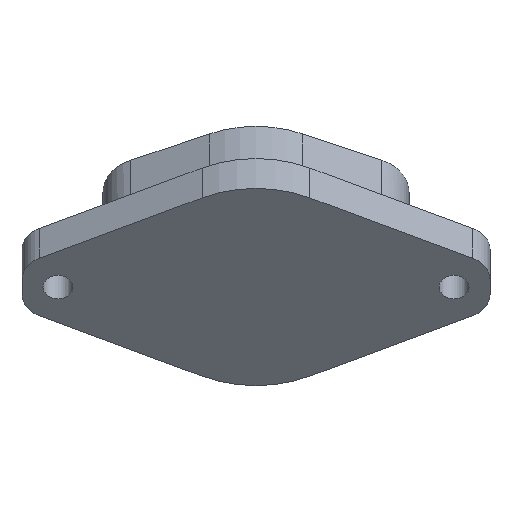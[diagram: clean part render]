
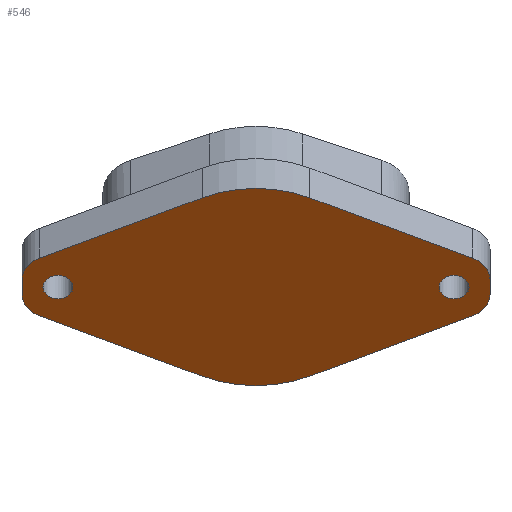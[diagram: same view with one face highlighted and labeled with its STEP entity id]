
A CAD part, front view. The second image highlights one B-rep face of the part: STEP entity #546.
In plain terms, the highlighted planar face has unit normal (0, -0.783, -0.623).
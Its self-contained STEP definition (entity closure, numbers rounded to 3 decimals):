
#51=FACE_BOUND('',#104,.T.);
#52=FACE_BOUND('',#105,.T.);
#68=FACE_OUTER_BOUND('',#103,.T.);
#103=EDGE_LOOP('',(#437,#438,#439,#440,#441,#442,#443,#444,#445,#446,#447,
#448));
#104=EDGE_LOOP('',(#449));
#105=EDGE_LOOP('',(#450));
#134=CIRCLE('',#579,1.25);
#135=CIRCLE('',#581,1.25);
#136=CIRCLE('',#583,2.5);
#137=CIRCLE('',#586,2.5);
#138=CIRCLE('',#589,10.5);
#139=CIRCLE('',#592,2.5);
#140=CIRCLE('',#595,2.5);
#141=CIRCLE('',#598,10.5);
#156=LINE('',#825,#198);
#159=LINE('',#833,#201);
#162=LINE('',#841,#204);
#165=LINE('',#849,#207);
#168=LINE('',#857,#210);
#171=LINE('',#864,#213);
#198=VECTOR('',#673,1000.);
#201=VECTOR('',#682,1000.);
#204=VECTOR('',#691,1000.);
#207=VECTOR('',#700,1000.);
#210=VECTOR('',#709,1000.);
#213=VECTOR('',#718,1000.);
#252=VERTEX_POINT('',#812);
#253=VERTEX_POINT('',#815);
#254=VERTEX_POINT('',#818);
#255=VERTEX_POINT('',#820);
#256=VERTEX_POINT('',#824);
#257=VERTEX_POINT('',#828);
#258=VERTEX_POINT('',#832);
#259=VERTEX_POINT('',#836);
#260=VERTEX_POINT('',#840);
#261=VERTEX_POINT('',#844);
#262=VERTEX_POINT('',#848);
#263=VERTEX_POINT('',#852);
#264=VERTEX_POINT('',#856);
#265=VERTEX_POINT('',#860);
#306=EDGE_CURVE('',#252,#252,#134,.T.);
#307=EDGE_CURVE('',#253,#253,#135,.T.);
#309=EDGE_CURVE('',#255,#254,#136,.T.);
#311=EDGE_CURVE('',#256,#255,#156,.T.);
#313=EDGE_CURVE('',#257,#256,#137,.T.);
#315=EDGE_CURVE('',#258,#257,#159,.T.);
#317=EDGE_CURVE('',#259,#258,#138,.T.);
#319=EDGE_CURVE('',#260,#259,#162,.T.);
#321=EDGE_CURVE('',#261,#260,#139,.T.);
#323=EDGE_CURVE('',#262,#261,#165,.T.);
#325=EDGE_CURVE('',#263,#262,#140,.T.);
#327=EDGE_CURVE('',#264,#263,#168,.T.);
#329=EDGE_CURVE('',#265,#264,#141,.T.);
#331=EDGE_CURVE('',#254,#265,#171,.T.);
#437=ORIENTED_EDGE('',*,*,#331,.T.);
#438=ORIENTED_EDGE('',*,*,#329,.T.);
#439=ORIENTED_EDGE('',*,*,#327,.T.);
#440=ORIENTED_EDGE('',*,*,#325,.T.);
#441=ORIENTED_EDGE('',*,*,#323,.T.);
#442=ORIENTED_EDGE('',*,*,#321,.T.);
#443=ORIENTED_EDGE('',*,*,#319,.T.);
#444=ORIENTED_EDGE('',*,*,#317,.T.);
#445=ORIENTED_EDGE('',*,*,#315,.T.);
#446=ORIENTED_EDGE('',*,*,#313,.T.);
#447=ORIENTED_EDGE('',*,*,#311,.T.);
#448=ORIENTED_EDGE('',*,*,#309,.T.);
#449=ORIENTED_EDGE('',*,*,#307,.T.);
#450=ORIENTED_EDGE('',*,*,#306,.T.);
#524=PLANE('',#600);
#546=ADVANCED_FACE('',(#68,#51,#52),#524,.T.);
#579=AXIS2_PLACEMENT_3D('',#813,#659,#660);
#581=AXIS2_PLACEMENT_3D('',#816,#663,#664);
#583=AXIS2_PLACEMENT_3D('',#821,#668,#669);
#586=AXIS2_PLACEMENT_3D('',#829,#677,#678);
#589=AXIS2_PLACEMENT_3D('',#837,#686,#687);
#592=AXIS2_PLACEMENT_3D('',#845,#695,#696);
#595=AXIS2_PLACEMENT_3D('',#853,#704,#705);
#598=AXIS2_PLACEMENT_3D('',#861,#713,#714);
#600=AXIS2_PLACEMENT_3D('',#865,#719,#720);
#659=DIRECTION('center_axis',(0.,0.783,0.623));
#660=DIRECTION('ref_axis',(0.,0.623,-0.783));
#663=DIRECTION('center_axis',(0.,0.783,0.623));
#664=DIRECTION('ref_axis',(0.,0.623,-0.783));
#668=DIRECTION('center_axis',(0.,-0.783,-0.623));
#669=DIRECTION('ref_axis',(0.,0.623,-0.783));
#673=DIRECTION('',(0.,0.623,-0.783));
#677=DIRECTION('center_axis',(0.,-0.783,-0.623));
#678=DIRECTION('ref_axis',(0.,0.623,-0.783));
#682=DIRECTION('',(-0.904,0.266,-0.335));
#686=DIRECTION('center_axis',(0.,-0.783,-0.623));
#687=DIRECTION('ref_axis',(0.,0.623,-0.783));
#691=DIRECTION('',(-0.904,-0.266,0.335));
#695=DIRECTION('center_axis',(0.,-0.783,-0.623));
#696=DIRECTION('ref_axis',(0.,0.623,-0.783));
#700=DIRECTION('',(0.,-0.623,0.783));
#704=DIRECTION('center_axis',(0.,-0.783,-0.623));
#705=DIRECTION('ref_axis',(0.,0.623,-0.783));
#709=DIRECTION('',(0.904,-0.266,0.335));
#713=DIRECTION('center_axis',(0.,-0.783,-0.623));
#714=DIRECTION('ref_axis',(0.,0.623,-0.783));
#718=DIRECTION('',(0.904,0.266,-0.335));
#719=DIRECTION('center_axis',(0.,-0.783,-0.623));
#720=DIRECTION('ref_axis',(0.,0.623,-0.783));
#812=CARTESIAN_POINT('',(-316.5,206.626,91.205));
#813=CARTESIAN_POINT('Origin',(-316.5,205.848,92.183));
#815=CARTESIAN_POINT('',(-283.5,206.626,91.205));
#816=CARTESIAN_POINT('Origin',(-283.5,205.848,92.183));
#818=CARTESIAN_POINT('',(-318.07,207.752,89.789));
#820=CARTESIAN_POINT('',(-319.5,206.346,91.557));
#821=CARTESIAN_POINT('Origin',(-317.,206.346,91.557));
#824=CARTESIAN_POINT('',(-319.5,205.35,92.809));
#825=CARTESIAN_POINT('',(-319.5,206.346,91.557));
#828=CARTESIAN_POINT('',(-318.07,203.943,94.577));
#829=CARTESIAN_POINT('Origin',(-317.,205.35,92.809));
#832=CARTESIAN_POINT('',(-304.495,199.94,99.61));
#833=CARTESIAN_POINT('',(-318.07,203.943,94.577));
#836=CARTESIAN_POINT('',(-295.505,199.94,99.61));
#837=CARTESIAN_POINT('Origin',(-300.,205.848,92.183));
#840=CARTESIAN_POINT('',(-281.93,203.943,94.577));
#841=CARTESIAN_POINT('',(-281.93,203.943,94.577));
#844=CARTESIAN_POINT('',(-280.5,205.35,92.809));
#845=CARTESIAN_POINT('Origin',(-283.,205.35,92.809));
#848=CARTESIAN_POINT('',(-280.5,206.346,91.557));
#849=CARTESIAN_POINT('',(-280.5,206.346,91.557));
#852=CARTESIAN_POINT('',(-281.93,207.752,89.789));
#853=CARTESIAN_POINT('Origin',(-283.,206.346,91.557));
#856=CARTESIAN_POINT('',(-295.505,211.755,84.757));
#857=CARTESIAN_POINT('',(-295.505,211.755,84.757));
#860=CARTESIAN_POINT('',(-304.495,211.755,84.757));
#861=CARTESIAN_POINT('Origin',(-300.,205.848,92.183));
#864=CARTESIAN_POINT('',(-304.495,211.755,84.757));
#865=CARTESIAN_POINT('Origin',(-300.,205.848,92.183));
